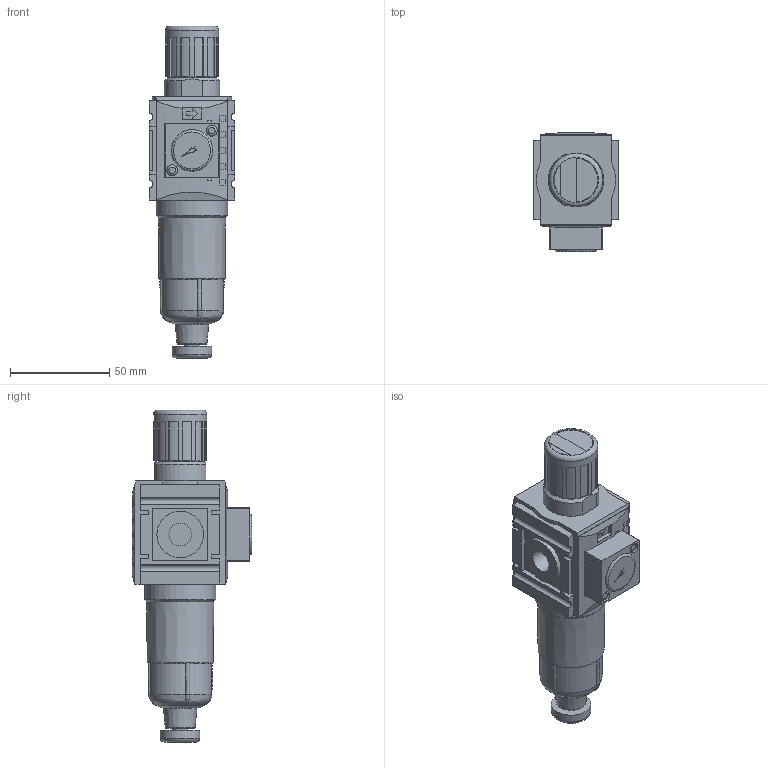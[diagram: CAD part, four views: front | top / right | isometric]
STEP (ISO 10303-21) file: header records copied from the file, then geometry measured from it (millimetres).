
FILE_DESCRIPTION((''),'2;1');
FILE_NAME('KFRG-014.stp','2010-03-02T13:49:43',('DDruske'),(''),'Autodesk Inventor 2009','Autodesk Inventor 2009','');
FILE_SCHEMA(('AUTOMOTIVE_DESIGN { 1 0 10303 214 1 1 1 1 }'));
Length unit declared in the file: millimetre
Products named in the file (1): Bauteil2
Bounding box: 43 x 60.08 x 167.5 mm (x, y, z)
Volume: 180905.9 mm3; surface area: 32265.2 mm2
Topology: 1 solids, 5 shells, 418 faces, 1036 edges, 679 vertices
Faces by surface type: plane 258, cylinder 91, bspline 55, cone 7, torus 6, sphere 1
Full cylindrical faces by diameter (mm): 3.3 x2, 5.3 x2, 5.5 x2, 8 x1, 8.4 x1, 11.445 x2, 20 x1, 20.7 x1, 21 x2, 23.5 x1, 27 x1, 36 x1
Entity records: 13323 total; most frequent: CARTESIAN_POINT 3052, ORIENTED_EDGE 2002, DIRECTION 1978, EDGE_CURVE 1001, VERTEX_POINT 677, AXIS2_PLACEMENT_3D 667, VECTOR 644, LINE 644
